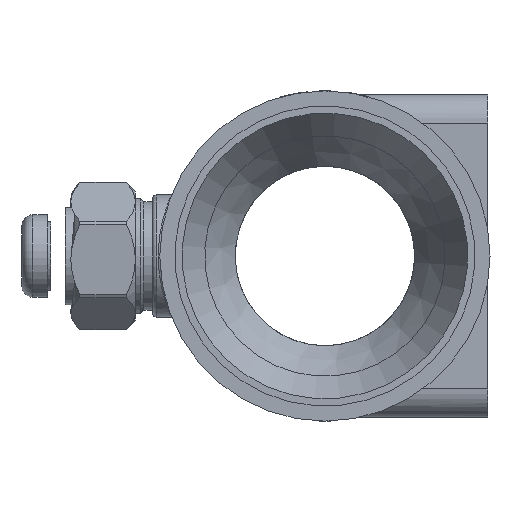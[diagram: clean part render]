
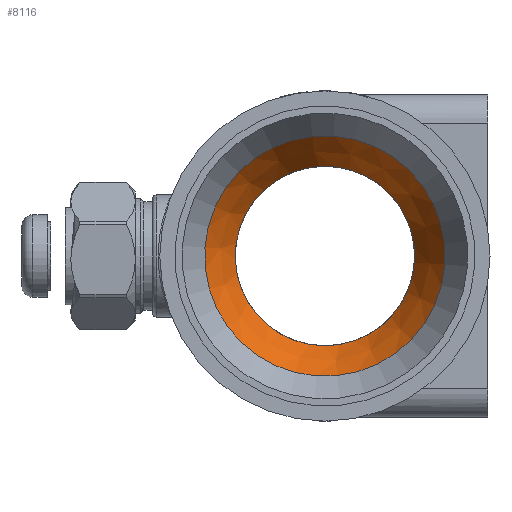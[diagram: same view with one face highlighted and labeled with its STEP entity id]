
A CAD part, left-side view. The second image highlights one B-rep face of the part: STEP entity #8116.
In plain terms, the highlighted conical face has half-angle 30 degrees and reference radius 25 mm.
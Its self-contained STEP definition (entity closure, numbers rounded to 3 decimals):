
#878=CONICAL_SURFACE('',#8634,25.,0.524);
#1278=FACE_OUTER_BOUND('',#1742,.T.);
#1742=EDGE_LOOP('',(#7038,#7039,#7040,#7041,#7042,#7043));
#2177=LINE('',#61963,#2596);
#2596=VECTOR('',#10031,25.);
#2655=CIRCLE('',#8224,25.);
#2656=CIRCLE('',#8225,25.);
#2855=CIRCLE('',#8632,33.5);
#2856=CIRCLE('',#8633,33.5);
#2940=VERTEX_POINT('',#10325);
#2941=VERTEX_POINT('',#10327);
#3636=VERTEX_POINT('',#61957);
#3637=VERTEX_POINT('',#61959);
#3743=EDGE_CURVE('',#2941,#2940,#2655,.T.);
#3744=EDGE_CURVE('',#2940,#2941,#2656,.T.);
#4782=EDGE_CURVE('',#3636,#3637,#2855,.T.);
#4783=EDGE_CURVE('',#3637,#3636,#2856,.T.);
#4784=EDGE_CURVE('',#2941,#3637,#2177,.T.);
#7038=ORIENTED_EDGE('',*,*,#3743,.T.);
#7039=ORIENTED_EDGE('',*,*,#3744,.T.);
#7040=ORIENTED_EDGE('',*,*,#4784,.T.);
#7041=ORIENTED_EDGE('',*,*,#4782,.F.);
#7042=ORIENTED_EDGE('',*,*,#4783,.F.);
#7043=ORIENTED_EDGE('',*,*,#4784,.F.);
#8116=ADVANCED_FACE('',(#1278),#878,.F.);
#8224=AXIS2_PLACEMENT_3D('',#10328,#8827,#8828);
#8225=AXIS2_PLACEMENT_3D('',#10329,#8829,#8830);
#8632=AXIS2_PLACEMENT_3D('',#61960,#10025,#10026);
#8633=AXIS2_PLACEMENT_3D('',#61961,#10027,#10028);
#8634=AXIS2_PLACEMENT_3D('',#61962,#10029,#10030);
#8827=DIRECTION('center_axis',(1.,0.,0.));
#8828=DIRECTION('ref_axis',(0.,-0.913,-0.408));
#8829=DIRECTION('center_axis',(1.,0.,0.));
#8830=DIRECTION('ref_axis',(0.,-0.913,-0.408));
#10025=DIRECTION('center_axis',(1.,0.,0.));
#10026=DIRECTION('ref_axis',(0.,-0.913,-0.408));
#10027=DIRECTION('center_axis',(1.,0.,0.));
#10028=DIRECTION('ref_axis',(0.,-0.913,-0.408));
#10029=DIRECTION('center_axis',(-1.,0.,0.));
#10030=DIRECTION('ref_axis',(0.,0.913,0.408));
#10031=DIRECTION('',(-0.866,-0.457,-0.204));
#10325=CARTESIAN_POINT('',(46.883,37.78,26.044));
#10327=CARTESIAN_POINT('',(46.883,14.954,40.847));
#10328=CARTESIAN_POINT('Origin',(46.883,37.78,51.044));
#10329=CARTESIAN_POINT('Origin',(46.883,37.78,51.044));
#61957=CARTESIAN_POINT('',(32.16,68.366,64.708));
#61959=CARTESIAN_POINT('',(32.16,7.193,37.38));
#61960=CARTESIAN_POINT('Origin',(32.16,37.78,51.044));
#61961=CARTESIAN_POINT('Origin',(32.16,37.78,51.044));
#61962=CARTESIAN_POINT('Origin',(46.883,37.78,51.044));
#61963=CARTESIAN_POINT('',(46.883,14.954,40.847));
